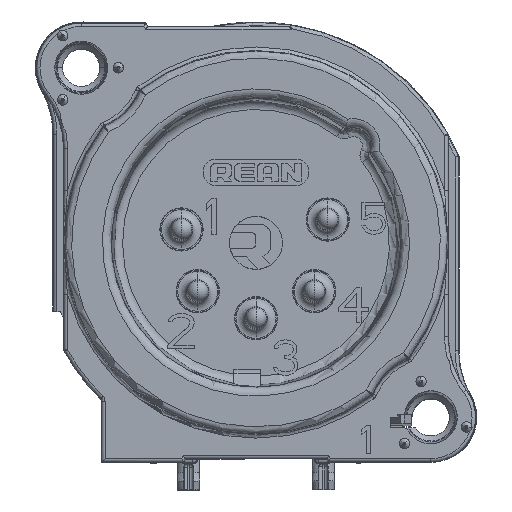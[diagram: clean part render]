
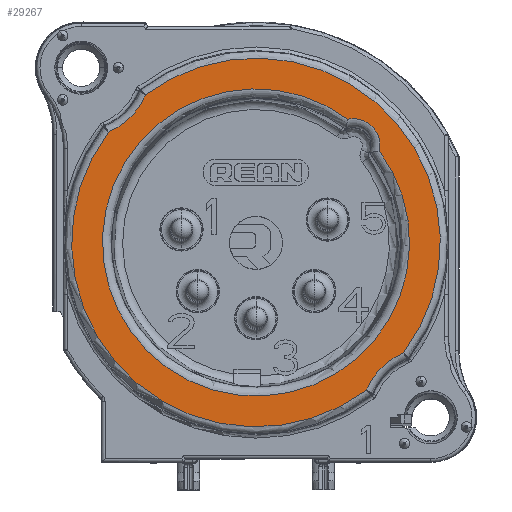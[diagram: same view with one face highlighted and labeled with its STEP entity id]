
A CAD part, top view. The second image highlights one B-rep face of the part: STEP entity #29267.
In plain terms, the highlighted planar face has unit normal (0, 0, 1).
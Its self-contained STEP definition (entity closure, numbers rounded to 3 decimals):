
#7827=CARTESIAN_POINT('',(9.9,-9.9,2.7));
#7828=DIRECTION('',(0.,0.,1.));
#7829=DIRECTION('',(-0.388,0.922,0.));
#7830=AXIS2_PLACEMENT_3D('',#7827,#7828,#7829);
#7832=CARTESIAN_POINT('',(0.,0.,2.7));
#7833=DIRECTION('',(0.,0.,-1.));
#7834=DIRECTION('',(0.599,-0.801,0.));
#7835=AXIS2_PLACEMENT_3D('',#7832,#7833,#7834);
#7837=CARTESIAN_POINT('',(-9.9,9.9,2.7));
#7838=DIRECTION('',(0.,0.,1.));
#7839=DIRECTION('',(0.388,-0.922,0.));
#7840=AXIS2_PLACEMENT_3D('',#7837,#7838,#7839);
#7842=CARTESIAN_POINT('',(0.,0.,2.7));
#7843=DIRECTION('',(0.,0.,-1.));
#7844=DIRECTION('',(-0.599,0.801,0.));
#7845=AXIS2_PLACEMENT_3D('',#7842,#7843,#7844);
#7847=CARTESIAN_POINT('',(5.515,5.515,2.7));
#7848=DIRECTION('',(0.,0.,1.));
#7849=DIRECTION('',(0.977,-0.215,0.));
#7850=AXIS2_PLACEMENT_3D('',#7847,#7848,#7849);
#7852=CARTESIAN_POINT('',(0.,0.,2.7));
#7853=DIRECTION('',(0.,0.,1.));
#7854=DIRECTION('',(0.597,0.802,0.));
#7855=AXIS2_PLACEMENT_3D('',#7852,#7853,#7854);
#7857=CARTESIAN_POINT('',(0.,0.,2.7));
#7858=DIRECTION('',(0.,0.,1.));
#7859=DIRECTION('',(-0.706,-0.708,0.));
#7860=AXIS2_PLACEMENT_3D('',#7857,#7858,#7859);
#7927=CARTESIAN_POINT('',(-6.253,8.363,2.7));
#17353=VERTEX_POINT('',#7927);
#17354=CARTESIAN_POINT('',(8.363,-6.253,2.7));
#17355=VERTEX_POINT('',#17354);
#17356=CARTESIAN_POINT('',(6.253,-8.363,2.7));
#17357=VERTEX_POINT('',#17356);
#17358=CARTESIAN_POINT('',(-8.363,6.253,2.7));
#17359=VERTEX_POINT('',#17358);
#17360=CARTESIAN_POINT('',(6.98,5.193,2.7));
#17361=CARTESIAN_POINT('',(5.193,6.98,2.7));
#17362=VERTEX_POINT('',#17360);
#17363=VERTEX_POINT('',#17361);
#17364=CARTESIAN_POINT('',(-6.145,-6.159,2.7));
#17365=VERTEX_POINT('',#17364);
#29245=CARTESIAN_POINT('',(0.,0.,2.7));
#29246=DIRECTION('',(0.,0.,-1.));
#29247=DIRECTION('',(0.,-1.,0.));
#29248=AXIS2_PLACEMENT_3D('',#29245,#29246,#29247);
#29249=PLANE('',#29248);
#29251=ORIENTED_EDGE('',*,*,#29250,.T.);
#29252=ORIENTED_EDGE('',*,*,#29235,.T.);
#29254=ORIENTED_EDGE('',*,*,#29253,.T.);
#29256=ORIENTED_EDGE('',*,*,#29255,.T.);
#29257=EDGE_LOOP('',(#29251,#29252,#29254,#29256));
#29258=FACE_OUTER_BOUND('',#29257,.F.);
#29260=ORIENTED_EDGE('',*,*,#29259,.T.);
#29262=ORIENTED_EDGE('',*,*,#29261,.T.);
#29264=ORIENTED_EDGE('',*,*,#29263,.T.);
#29265=EDGE_LOOP('',(#29260,#29262,#29264));
#29266=FACE_BOUND('',#29265,.F.);
#29267=ADVANCED_FACE('',(#29258,#29266),#29249,.F.);
#7831=CIRCLE('',#7830,3.958);
#7836=CIRCLE('',#7835,10.442);
#7841=CIRCLE('',#7840,3.958);
#7846=CIRCLE('',#7845,10.442);
#7851=CIRCLE('',#7850,1.5);
#7856=CIRCLE('',#7855,8.7);
#7861=CIRCLE('',#7860,8.7);
#29235=EDGE_CURVE('',#17357,#17359,#7836,.T.);
#29250=EDGE_CURVE('',#17355,#17357,#7831,.T.);
#29253=EDGE_CURVE('',#17359,#17353,#7841,.T.);
#29255=EDGE_CURVE('',#17353,#17355,#7846,.T.);
#29259=EDGE_CURVE('',#17362,#17363,#7851,.T.);
#29261=EDGE_CURVE('',#17363,#17365,#7856,.T.);
#29263=EDGE_CURVE('',#17365,#17362,#7861,.T.);
